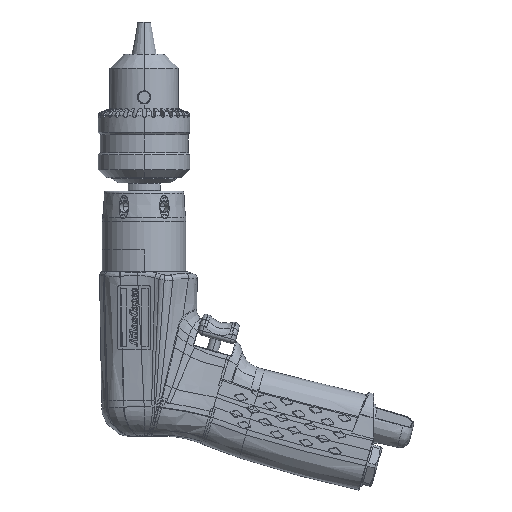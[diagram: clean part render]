
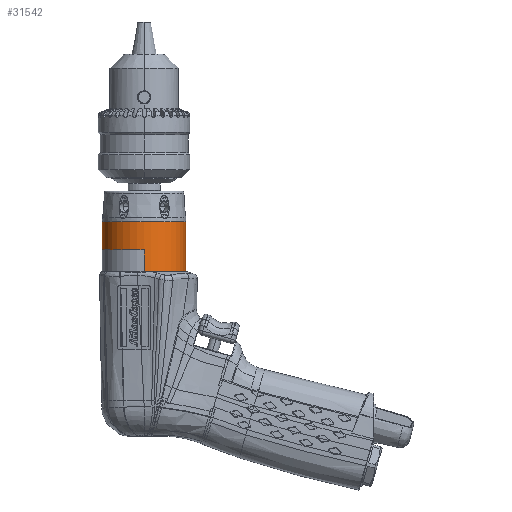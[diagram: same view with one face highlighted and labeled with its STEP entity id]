
A CAD part, left-side view. The second image highlights one B-rep face of the part: STEP entity #31542.
In plain terms, the highlighted cylindrical face has radius 19.5 mm (diameter 39 mm), a partial arc.
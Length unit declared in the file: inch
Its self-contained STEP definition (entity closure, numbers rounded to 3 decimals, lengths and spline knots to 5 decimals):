
#1535=CARTESIAN_POINT('',(0.,0.,2.3622));
#1536=DIRECTION('',(0.,0.,1.));
#1537=DIRECTION('',(-1.,0.,0.));
#1538=AXIS2_PLACEMENT_3D('',#1535,#1536,#1537);
#1545=CARTESIAN_POINT('',(0.,0.,2.75984));
#1546=DIRECTION('',(0.,0.,-1.));
#1547=DIRECTION('',(-1.,0.,0.));
#1548=AXIS2_PLACEMENT_3D('',#1545,#1546,#1547);
#1550=DIRECTION('',(0.,0.,1.));
#1551=VECTOR('',#1550,0.39764);
#1552=CARTESIAN_POINT('',(0.76772,0.,2.3622));
#1553=LINE('',#1552,#1551);
#1554=DIRECTION('',(0.,0.,1.));
#1555=VECTOR('',#1554,0.51181);
#1556=CARTESIAN_POINT('',(0.,0.76772,2.75984));
#1557=LINE('',#1556,#1555);
#1558=CARTESIAN_POINT('',(0.,0.,3.27165));
#1559=DIRECTION('',(0.,0.,1.));
#1560=DIRECTION('',(0.,1.,0.));
#1561=AXIS2_PLACEMENT_3D('',#1558,#1559,#1560);
#1563=DIRECTION('',(0.,0.,-1.));
#1564=VECTOR('',#1563,0.51181);
#1565=CARTESIAN_POINT('',(0.,-0.76772,3.27165));
#1566=LINE('',#1565,#1564);
#1567=CARTESIAN_POINT('',(0.,0.,2.75984));
#1568=DIRECTION('',(0.,0.,-1.));
#1569=DIRECTION('',(1.,0.,0.));
#1570=AXIS2_PLACEMENT_3D('',#1567,#1568,#1569);
#1572=DIRECTION('',(0.,0.,1.));
#1573=VECTOR('',#1572,0.39764);
#1574=CARTESIAN_POINT('',(-0.76772,0.,2.3622));
#1575=LINE('',#1574,#1573);
#27212=CARTESIAN_POINT('',(0.76772,0.,2.3622));
#27213=CARTESIAN_POINT('',(-0.76772,0.,2.3622));
#27214=VERTEX_POINT('',#27212);
#27215=VERTEX_POINT('',#27213);
#27606=CARTESIAN_POINT('',(0.,0.76772,3.27165));
#27607=CARTESIAN_POINT('',(0.,-0.76772,3.27165));
#27608=VERTEX_POINT('',#27606);
#27609=VERTEX_POINT('',#27607);
#27636=CARTESIAN_POINT('',(0.76772,0.,2.75984));
#27637=CARTESIAN_POINT('',(0.,-0.76772,2.75984));
#27638=VERTEX_POINT('',#27636);
#27639=VERTEX_POINT('',#27637);
#27640=CARTESIAN_POINT('',(-0.76772,0.,2.75984));
#27641=CARTESIAN_POINT('',(0.,0.76772,2.75984));
#27642=VERTEX_POINT('',#27640);
#27643=VERTEX_POINT('',#27641);
#31526=CARTESIAN_POINT('',(0.,0.,2.3622));
#31527=DIRECTION('',(0.,0.,1.));
#31528=DIRECTION('',(1.,0.,0.));
#31529=AXIS2_PLACEMENT_3D('',#31526,#31527,#31528);
#31530=CYLINDRICAL_SURFACE('',#31529,0.76772);
#31531=ORIENTED_EDGE('',*,*,#31512,.T.);
#31533=ORIENTED_EDGE('',*,*,#31532,.T.);
#31534=ORIENTED_EDGE('',*,*,#31508,.T.);
#31535=ORIENTED_EDGE('',*,*,#31521,.F.);
#31536=ORIENTED_EDGE('',*,*,#31519,.F.);
#31537=ORIENTED_EDGE('',*,*,#31493,.F.);
#31538=ORIENTED_EDGE('',*,*,#31516,.T.);
#31539=ORIENTED_EDGE('',*,*,#31514,.T.);
#31540=EDGE_LOOP('',(#31531,#31533,#31534,#31535,#31536,#31537,#31538,#31539));
#31541=FACE_OUTER_BOUND('',#31540,.F.);
#31542=ADVANCED_FACE('',(#31541),#31530,.T.);
#1539=CIRCLE('',#1538,0.76772);
#1549=CIRCLE('',#1548,0.76772);
#1562=CIRCLE('',#1561,0.76772);
#1571=CIRCLE('',#1570,0.76772);
#31493=EDGE_CURVE('',#27215,#27214,#1539,.T.);
#31508=EDGE_CURVE('',#27609,#27639,#1566,.T.);
#31512=EDGE_CURVE('',#27643,#27608,#1557,.T.);
#31514=EDGE_CURVE('',#27642,#27643,#1549,.T.);
#31516=EDGE_CURVE('',#27215,#27642,#1575,.T.);
#31519=EDGE_CURVE('',#27214,#27638,#1553,.T.);
#31521=EDGE_CURVE('',#27638,#27639,#1571,.T.);
#31532=EDGE_CURVE('',#27608,#27609,#1562,.T.);
